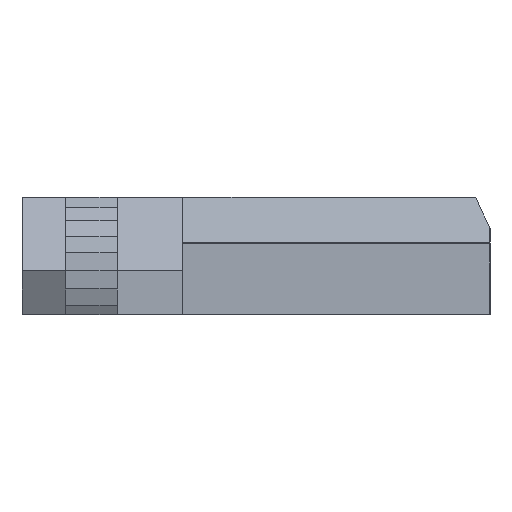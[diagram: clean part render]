
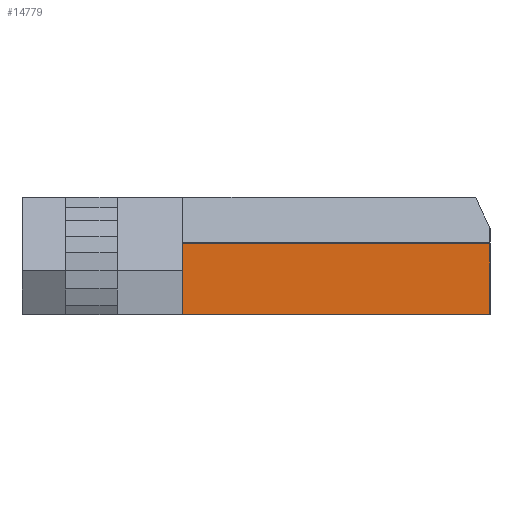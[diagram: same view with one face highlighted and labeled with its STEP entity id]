
A CAD part, left-side view. The second image highlights one B-rep face of the part: STEP entity #14779.
In plain terms, the highlighted planar face has unit normal (-1, 0, 0).
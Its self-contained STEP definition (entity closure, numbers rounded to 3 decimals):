
#3910 = PLANE('',#3911);
#3911 = AXIS2_PLACEMENT_3D('',#3912,#3913,#3914);
#3912 = CARTESIAN_POINT('',(-17.5,21.,0.));
#3913 = DIRECTION('',(0.,1.,0.));
#3914 = DIRECTION('',(0.,0.,1.));
#5060 = PLANE('',#5061);
#5061 = AXIS2_PLACEMENT_3D('',#5062,#5063,#5064);
#5062 = CARTESIAN_POINT('',(-17.5,0.,0.));
#5063 = DIRECTION('',(0.,0.,1.));
#5064 = DIRECTION('',(1.,0.,0.));
#10300 = VERTEX_POINT('',#10301);
#10301 = CARTESIAN_POINT('',(-17.5,21.,0.));
#10324 = EDGE_CURVE('',#10300,#10325,#10327,.T.);
#10325 = VERTEX_POINT('',#10326);
#10326 = CARTESIAN_POINT('',(-17.5,21.,4.902));
#10327 = SURFACE_CURVE('',#10328,(#10332,#10339),.PCURVE_S1.);
#10328 = LINE('',#10329,#10330);
#10329 = CARTESIAN_POINT('',(-17.5,21.,0.));
#10330 = VECTOR('',#10331,1.);
#10331 = DIRECTION('',(0.,0.,1.));
#10332 = PCURVE('',#3910,#10333);
#10333 = DEFINITIONAL_REPRESENTATION('',(#10334),#10338);
#10334 = LINE('',#10335,#10336);
#10335 = CARTESIAN_POINT('',(0.,0.));
#10336 = VECTOR('',#10337,1.);
#10337 = DIRECTION('',(1.,0.));
#10338 = ( GEOMETRIC_REPRESENTATION_CONTEXT(2) 
PARAMETRIC_REPRESENTATION_CONTEXT() REPRESENTATION_CONTEXT('2D SPACE',''
  ) );
#10339 = PCURVE('',#10340,#10345);
#10340 = PLANE('',#10341);
#10341 = AXIS2_PLACEMENT_3D('',#10342,#10343,#10344);
#10342 = CARTESIAN_POINT('',(-17.5,0.,0.));
#10343 = DIRECTION('',(1.,0.,0.));
#10344 = DIRECTION('',(0.,0.,1.));
#10345 = DEFINITIONAL_REPRESENTATION('',(#10346),#10350);
#10346 = LINE('',#10347,#10348);
#10347 = CARTESIAN_POINT('',(0.,-21.));
#10348 = VECTOR('',#10349,1.);
#10349 = DIRECTION('',(1.,0.));
#10350 = ( GEOMETRIC_REPRESENTATION_CONTEXT(2) 
PARAMETRIC_REPRESENTATION_CONTEXT() REPRESENTATION_CONTEXT('2D SPACE',''
  ) );
#10367 = PLANE('',#10368);
#10368 = AXIS2_PLACEMENT_3D('',#10369,#10370,#10371);
#10369 = CARTESIAN_POINT('',(-22.,-5.,7.));
#10370 = DIRECTION('',(0.423,0.,0.906));
#10371 = DIRECTION('',(0.906,0.,-0.423));
#12661 = EDGE_CURVE('',#12662,#10300,#12664,.T.);
#12662 = VERTEX_POINT('',#12663);
#12663 = CARTESIAN_POINT('',(-17.5,0.,0.));
#12664 = SURFACE_CURVE('',#12665,(#12669,#12676),.PCURVE_S1.);
#12665 = LINE('',#12666,#12667);
#12666 = CARTESIAN_POINT('',(-17.5,0.,0.));
#12667 = VECTOR('',#12668,1.);
#12668 = DIRECTION('',(0.,1.,0.));
#12669 = PCURVE('',#5060,#12670);
#12670 = DEFINITIONAL_REPRESENTATION('',(#12671),#12675);
#12671 = LINE('',#12672,#12673);
#12672 = CARTESIAN_POINT('',(0.,0.));
#12673 = VECTOR('',#12674,1.);
#12674 = DIRECTION('',(0.,1.));
#12675 = ( GEOMETRIC_REPRESENTATION_CONTEXT(2) 
PARAMETRIC_REPRESENTATION_CONTEXT() REPRESENTATION_CONTEXT('2D SPACE',''
  ) );
#12676 = PCURVE('',#10340,#12677);
#12677 = DEFINITIONAL_REPRESENTATION('',(#12678),#12682);
#12678 = LINE('',#12679,#12680);
#12679 = CARTESIAN_POINT('',(0.,0.));
#12680 = VECTOR('',#12681,1.);
#12681 = DIRECTION('',(0.,-1.));
#12682 = ( GEOMETRIC_REPRESENTATION_CONTEXT(2) 
PARAMETRIC_REPRESENTATION_CONTEXT() REPRESENTATION_CONTEXT('2D SPACE',''
  ) );
#12700 = PLANE('',#12701);
#12701 = AXIS2_PLACEMENT_3D('',#12702,#12703,#12704);
#12702 = CARTESIAN_POINT('',(-17.5,0.,0.));
#12703 = DIRECTION('',(0.,1.,0.));
#12704 = DIRECTION('',(0.,0.,1.));
#14740 = EDGE_CURVE('',#10325,#14741,#14743,.T.);
#14741 = VERTEX_POINT('',#14742);
#14742 = CARTESIAN_POINT('',(-17.5,0.,4.902));
#14743 = SURFACE_CURVE('',#14744,(#14748,#14754),.PCURVE_S1.);
#14744 = LINE('',#14745,#14746);
#14745 = CARTESIAN_POINT('',(-17.5,-2.5,4.902));
#14746 = VECTOR('',#14747,1.);
#14747 = DIRECTION('',(0.,-1.,0.));
#14748 = PCURVE('',#10367,#14749);
#14749 = DEFINITIONAL_REPRESENTATION('',(#14750),#14753);
#14750 = B_SPLINE_CURVE_WITH_KNOTS('',1,(#14751,#14752),.UNSPECIFIED.,
  .F.,.F.,(2,2),(-25.6,-0.4),.PIECEWISE_BEZIER_KNOTS.);
#14751 = CARTESIAN_POINT('',(4.965,28.1));
#14752 = CARTESIAN_POINT('',(4.965,2.9));
#14753 = ( GEOMETRIC_REPRESENTATION_CONTEXT(2) 
PARAMETRIC_REPRESENTATION_CONTEXT() REPRESENTATION_CONTEXT('2D SPACE',''
  ) );
#14754 = PCURVE('',#10340,#14755);
#14755 = DEFINITIONAL_REPRESENTATION('',(#14756),#14759);
#14756 = B_SPLINE_CURVE_WITH_KNOTS('',1,(#14757,#14758),.UNSPECIFIED.,
  .F.,.F.,(2,2),(-25.6,-0.4),.PIECEWISE_BEZIER_KNOTS.);
#14757 = CARTESIAN_POINT('',(4.902,-23.1));
#14758 = CARTESIAN_POINT('',(4.902,2.1));
#14759 = ( GEOMETRIC_REPRESENTATION_CONTEXT(2) 
PARAMETRIC_REPRESENTATION_CONTEXT() REPRESENTATION_CONTEXT('2D SPACE',''
  ) );
#14779 = ADVANCED_FACE('',(#14780),#10340,.F.);
#14780 = FACE_BOUND('',#14781,.F.);
#14781 = EDGE_LOOP('',(#14782,#14803,#14804,#14805));
#14782 = ORIENTED_EDGE('',*,*,#14783,.F.);
#14783 = EDGE_CURVE('',#12662,#14741,#14784,.T.);
#14784 = SURFACE_CURVE('',#14785,(#14789,#14796),.PCURVE_S1.);
#14785 = LINE('',#14786,#14787);
#14786 = CARTESIAN_POINT('',(-17.5,0.,0.));
#14787 = VECTOR('',#14788,1.);
#14788 = DIRECTION('',(0.,0.,1.));
#14789 = PCURVE('',#10340,#14790);
#14790 = DEFINITIONAL_REPRESENTATION('',(#14791),#14795);
#14791 = LINE('',#14792,#14793);
#14792 = CARTESIAN_POINT('',(0.,0.));
#14793 = VECTOR('',#14794,1.);
#14794 = DIRECTION('',(1.,0.));
#14795 = ( GEOMETRIC_REPRESENTATION_CONTEXT(2) 
PARAMETRIC_REPRESENTATION_CONTEXT() REPRESENTATION_CONTEXT('2D SPACE',''
  ) );
#14796 = PCURVE('',#12700,#14797);
#14797 = DEFINITIONAL_REPRESENTATION('',(#14798),#14802);
#14798 = LINE('',#14799,#14800);
#14799 = CARTESIAN_POINT('',(0.,0.));
#14800 = VECTOR('',#14801,1.);
#14801 = DIRECTION('',(1.,0.));
#14802 = ( GEOMETRIC_REPRESENTATION_CONTEXT(2) 
PARAMETRIC_REPRESENTATION_CONTEXT() REPRESENTATION_CONTEXT('2D SPACE',''
  ) );
#14803 = ORIENTED_EDGE('',*,*,#12661,.T.);
#14804 = ORIENTED_EDGE('',*,*,#10324,.T.);
#14805 = ORIENTED_EDGE('',*,*,#14740,.T.);
